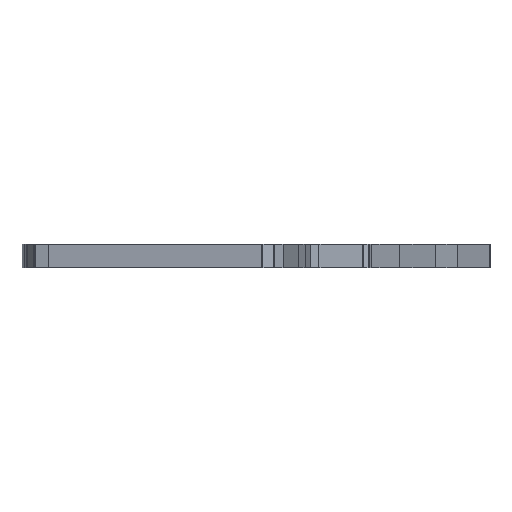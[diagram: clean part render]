
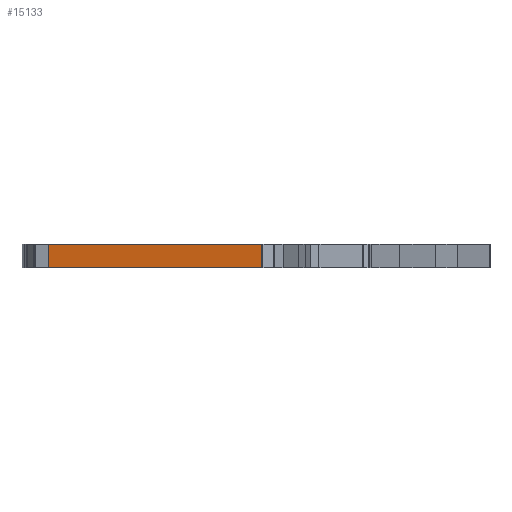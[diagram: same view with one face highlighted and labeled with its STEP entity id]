
A CAD part, left-side view. The second image highlights one B-rep face of the part: STEP entity #15133.
In plain terms, the highlighted planar face has unit normal (-0.983, 0.184, 0).
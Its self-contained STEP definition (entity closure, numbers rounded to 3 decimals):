
#279=PLANE('',#15809);
#1019=FACE_OUTER_BOUND('',#1795,.T.);
#1795=EDGE_LOOP('',(#11006,#11007,#11008,#11009));
#2731=LINE('',#22000,#4690);
#2732=LINE('',#22002,#4691);
#2733=LINE('',#22004,#4692);
#2734=LINE('',#22005,#4693);
#4690=VECTOR('',#16704,10.);
#4691=VECTOR('',#16705,10.);
#4692=VECTOR('',#16706,10.);
#4693=VECTOR('',#16707,10.);
#6945=VERTEX_POINT('',#21998);
#6946=VERTEX_POINT('',#21999);
#6947=VERTEX_POINT('',#22001);
#6948=VERTEX_POINT('',#22003);
#8547=EDGE_CURVE('',#6945,#6946,#2731,.T.);
#8548=EDGE_CURVE('',#6946,#6947,#2732,.T.);
#8549=EDGE_CURVE('',#6948,#6947,#2733,.T.);
#8550=EDGE_CURVE('',#6945,#6948,#2734,.T.);
#11006=ORIENTED_EDGE('',*,*,#8547,.T.);
#11007=ORIENTED_EDGE('',*,*,#8548,.T.);
#11008=ORIENTED_EDGE('',*,*,#8549,.F.);
#11009=ORIENTED_EDGE('',*,*,#8550,.F.);
#15133=ADVANCED_FACE('',(#1019),#279,.T.);
#15809=AXIS2_PLACEMENT_3D('',#21997,#16702,#16703);
#16702=DIRECTION('center_axis',(-0.983,0.184,0.));
#16703=DIRECTION('ref_axis',(0.,0.,1.));
#16704=DIRECTION('',(0.,0.,1.));
#16705=DIRECTION('',(0.184,0.983,0.));
#16706=DIRECTION('',(0.,0.,1.));
#16707=DIRECTION('',(0.184,0.983,0.));
#21997=CARTESIAN_POINT('Origin',(65.677,-107.474,19.05));
#21998=CARTESIAN_POINT('',(60.249,-136.481,12.7));
#21999=CARTESIAN_POINT('',(60.249,-136.481,19.05));
#22000=CARTESIAN_POINT('',(60.249,-136.481,12.7));
#22001=CARTESIAN_POINT('',(71.105,-78.467,19.05));
#22002=CARTESIAN_POINT('',(60.249,-136.481,19.05));
#22003=CARTESIAN_POINT('',(71.105,-78.467,12.7));
#22004=CARTESIAN_POINT('',(71.105,-78.467,12.7));
#22005=CARTESIAN_POINT('',(60.249,-136.481,12.7));
